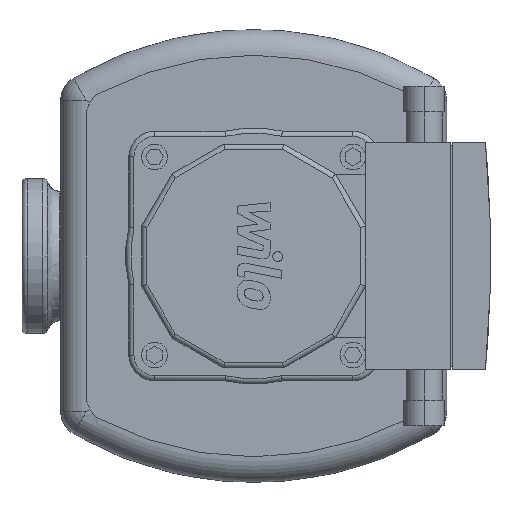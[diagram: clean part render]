
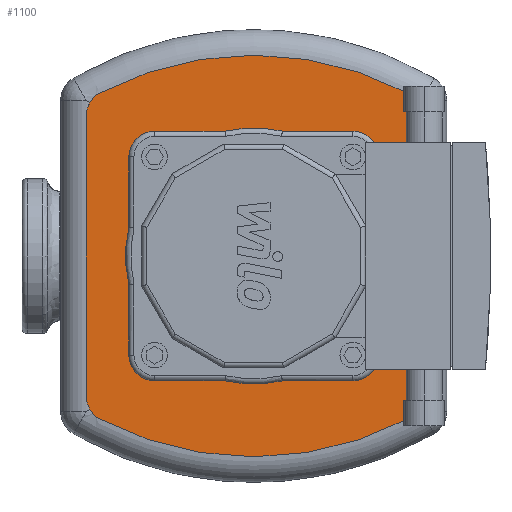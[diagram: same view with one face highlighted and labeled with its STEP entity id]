
A CAD part, front view. The second image highlights one B-rep face of the part: STEP entity #1100.
In plain terms, the highlighted planar face has unit normal (0, -1, 0).
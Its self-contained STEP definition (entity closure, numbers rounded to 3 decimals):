
#130=CARTESIAN_POINT('',(155.,-78.0,-54.507));
#131=VERTEX_POINT('',#130);
#132=CARTESIAN_POINT('',(149.628,-78.0,-63.372));
#133=VERTEX_POINT('',#132);
#134=CARTESIAN_POINT('',(145.,-78.0,-54.507));
#135=DIRECTION('',(0.,1.0,0.));
#136=DIRECTION('',(0.855,0.,-0.518));
#137=AXIS2_PLACEMENT_3D('',#134,#135,#136);
#138=CIRCLE('',#137,10.0);
#139=EDGE_CURVE('',#131,#133,#138,.T.);
#254=CARTESIAN_POINT('',(155.,-78.0,54.507));
#255=VERTEX_POINT('',#254);
#262=CARTESIAN_POINT('',(155.,-78.0,54.507));
#263=DIRECTION('',(0.0,0.0,-1.0));
#264=VECTOR('',#263,109.014);
#265=LINE('',#262,#264);
#266=EDGE_CURVE('',#255,#131,#265,.T.);
#276=CARTESIAN_POINT('',(30.372,-78.,-63.372));
#277=VERTEX_POINT('',#276);
#278=CARTESIAN_POINT('',(25.,-78.,-54.507));
#279=VERTEX_POINT('',#278);
#280=CARTESIAN_POINT('',(35.,-78.,-54.507));
#281=DIRECTION('',(0.,1.0,0.));
#282=DIRECTION('',(-0.855,0.,-0.518));
#283=AXIS2_PLACEMENT_3D('',#280,#281,#282);
#284=CIRCLE('',#283,10.);
#285=EDGE_CURVE('',#277,#279,#284,.T.);
#378=CARTESIAN_POINT('',(90.,-78.0,50.841));
#379=DIRECTION('',(0.,1.0,0.));
#380=DIRECTION('',(0.504,0.,0.863));
#381=AXIS2_PLACEMENT_3D('',#378,#379,#380);
#382=CIRCLE('',#381,128.841);
#383=EDGE_CURVE('',#133,#277,#382,.T.);
#401=CARTESIAN_POINT('',(25.,-78.,54.507));
#402=VERTEX_POINT('',#401);
#403=CARTESIAN_POINT('',(30.372,-78.,63.372));
#404=VERTEX_POINT('',#403);
#405=CARTESIAN_POINT('',(35.,-78.,54.507));
#406=DIRECTION('',(0.,1.,0.));
#407=DIRECTION('',(-0.855,0.,0.518));
#408=AXIS2_PLACEMENT_3D('',#405,#406,#407);
#409=CIRCLE('',#408,10.);
#410=EDGE_CURVE('',#402,#404,#409,.T.);
#517=CARTESIAN_POINT('',(25.,-78.,-54.507));
#518=DIRECTION('',(0.0,0.0,1.0));
#519=VECTOR('',#518,109.014);
#520=LINE('',#517,#519);
#521=EDGE_CURVE('',#279,#402,#520,.T.);
#538=CARTESIAN_POINT('',(149.628,-78.0,63.372));
#539=VERTEX_POINT('',#538);
#540=CARTESIAN_POINT('',(145.,-78.0,54.507));
#541=DIRECTION('',(0.,1.,0.));
#542=DIRECTION('',(0.855,0.,0.518));
#543=AXIS2_PLACEMENT_3D('',#540,#541,#542);
#544=CIRCLE('',#543,10.0);
#545=EDGE_CURVE('',#539,#255,#544,.T.);
#631=CARTESIAN_POINT('',(90.,-78.0,-50.841));
#632=DIRECTION('',(0.,1.0,0.));
#633=DIRECTION('',(-0.504,0.,-0.863));
#634=AXIS2_PLACEMENT_3D('',#631,#632,#633);
#635=CIRCLE('',#634,128.841);
#636=EDGE_CURVE('',#404,#539,#635,.T.);
#1085=CARTESIAN_POINT('',(90.,-78.0,0.0));
#1086=DIRECTION('',(0.0,1.0,0.0));
#1087=DIRECTION('',(0.0,0.0,1.0));
#1088=AXIS2_PLACEMENT_3D('',#1085,#1086,#1087);
#1089=PLANE('',#1088);
#1090=ORIENTED_EDGE('',*,*,#139,.F.);
#1091=ORIENTED_EDGE('',*,*,#266,.F.);
#1092=ORIENTED_EDGE('',*,*,#545,.F.);
#1093=ORIENTED_EDGE('',*,*,#636,.F.);
#1094=ORIENTED_EDGE('',*,*,#410,.F.);
#1095=ORIENTED_EDGE('',*,*,#521,.F.);
#1096=ORIENTED_EDGE('',*,*,#285,.F.);
#1097=ORIENTED_EDGE('',*,*,#383,.F.);
#1098=EDGE_LOOP('',(#1090,#1091,#1092,#1093,#1094,#1095,#1096,#1097));
#1099=FACE_OUTER_BOUND('',#1098,.T.);
#1100=ADVANCED_FACE('',(#1099),#1089,.F.);
